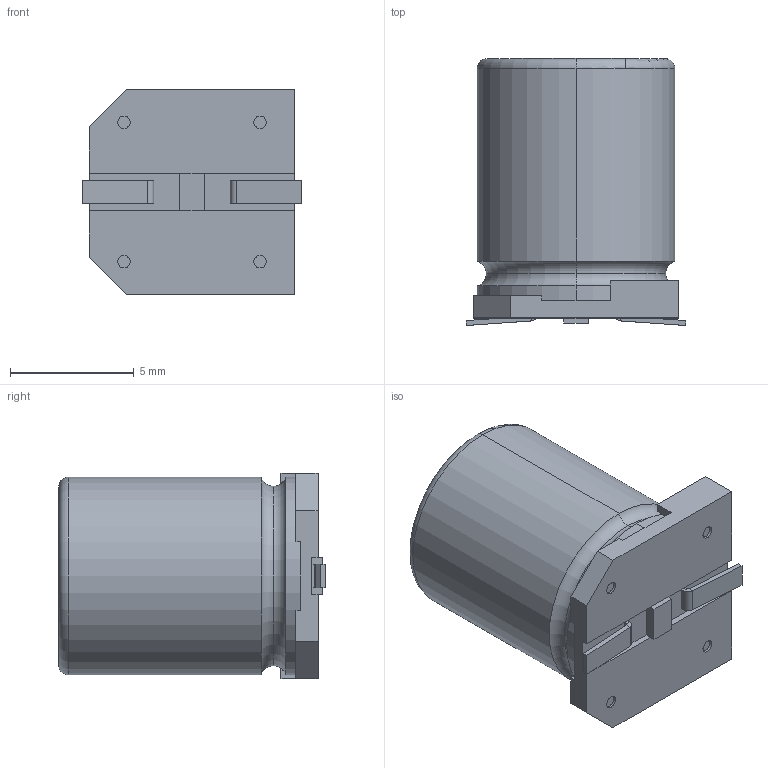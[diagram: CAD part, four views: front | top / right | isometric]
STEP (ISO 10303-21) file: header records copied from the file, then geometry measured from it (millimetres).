
FILE_DESCRIPTION (( 'STEP AP214' ), '1' );
FILE_NAME ('UUD1E221MNL1GS.STEP', '2019-01-28T01:16:37', ( '' ), ( '' ), 'SwSTEP 2.0', 'SolidWorks 2017', '' );
FILE_SCHEMA (( 'AUTOMOTIVE_DESIGN' ));
Length unit declared in the file: millimetre
Products named in the file (1): UUD1E221MNL1GS
Bounding box: 8.9 x 10.8 x 8.3 mm (x, y, z)
Volume: 537.7 mm3; surface area: 568.2 mm2
Topology: 5 solids, 5 shells, 95 faces, 213 edges, 132 vertices
Faces by surface type: plane 67, cylinder 20, torus 8
Entity records: 2688 total; most frequent: CARTESIAN_POINT 465, DIRECTION 456, ORIENTED_EDGE 426, EDGE_CURVE 213, VECTOR 154, LINE 154, AXIS2_PLACEMENT_3D 151, VERTEX_POINT 132
